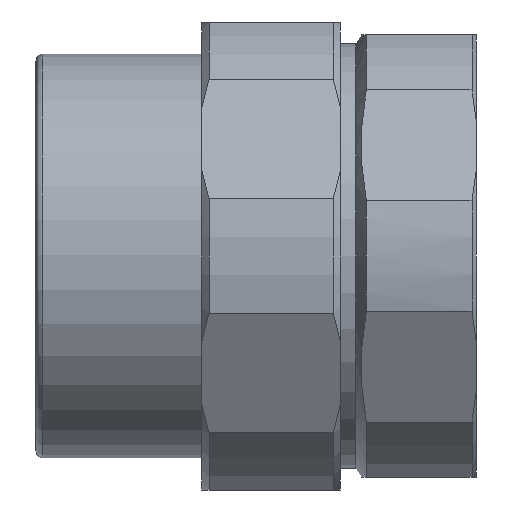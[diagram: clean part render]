
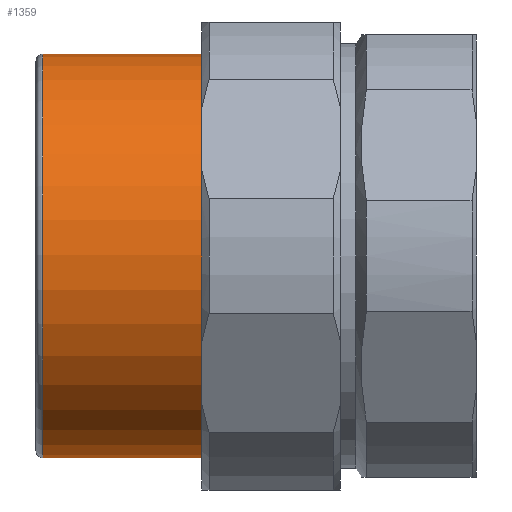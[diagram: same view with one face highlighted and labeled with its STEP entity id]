
A CAD part, left-side view. The second image highlights one B-rep face of the part: STEP entity #1359.
In plain terms, the highlighted cylindrical face has radius 22.606 mm (diameter 45.212 mm), a full revolution.
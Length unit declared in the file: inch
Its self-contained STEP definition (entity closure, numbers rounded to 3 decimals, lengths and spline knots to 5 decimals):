
#27=CYLINDRICAL_SURFACE('',#1505,0.89);
#126=CIRCLE('',#1503,0.89);
#127=CIRCLE('',#1504,0.89);
#128=CIRCLE('',#1506,0.89);
#129=CIRCLE('',#1507,0.89);
#130=CIRCLE('',#1508,0.89);
#210=FACE_OUTER_BOUND('',#284,.T.);
#284=EDGE_LOOP('',(#1047,#1048,#1049,#1050,#1051,#1052,#1053));
#352=LINE('',#2264,#415);
#415=VECTOR('',#1810,0.89);
#561=VERTEX_POINT('',#2252);
#562=VERTEX_POINT('',#2253);
#563=VERTEX_POINT('',#2258);
#564=VERTEX_POINT('',#2259);
#565=VERTEX_POINT('',#2261);
#733=EDGE_CURVE('',#561,#562,#126,.T.);
#734=EDGE_CURVE('',#562,#561,#127,.T.);
#736=EDGE_CURVE('',#563,#564,#128,.T.);
#737=EDGE_CURVE('',#565,#563,#129,.T.);
#738=EDGE_CURVE('',#564,#565,#130,.T.);
#739=EDGE_CURVE('',#564,#562,#352,.T.);
#1047=ORIENTED_EDGE('',*,*,#736,.F.);
#1048=ORIENTED_EDGE('',*,*,#737,.F.);
#1049=ORIENTED_EDGE('',*,*,#738,.F.);
#1050=ORIENTED_EDGE('',*,*,#739,.T.);
#1051=ORIENTED_EDGE('',*,*,#734,.T.);
#1052=ORIENTED_EDGE('',*,*,#733,.T.);
#1053=ORIENTED_EDGE('',*,*,#739,.F.);
#1359=ADVANCED_FACE('',(#210),#27,.T.);
#1503=AXIS2_PLACEMENT_3D('',#2254,#1797,#1798);
#1504=AXIS2_PLACEMENT_3D('',#2255,#1799,#1800);
#1505=AXIS2_PLACEMENT_3D('',#2257,#1802,#1803);
#1506=AXIS2_PLACEMENT_3D('',#2260,#1804,#1805);
#1507=AXIS2_PLACEMENT_3D('',#2262,#1806,#1807);
#1508=AXIS2_PLACEMENT_3D('',#2263,#1808,#1809);
#1797=DIRECTION('center_axis',(0.,1.,0.));
#1798=DIRECTION('ref_axis',(0.348,0.,0.938));
#1799=DIRECTION('center_axis',(0.,1.,0.));
#1800=DIRECTION('ref_axis',(0.348,0.,0.938));
#1802=DIRECTION('center_axis',(0.,1.,0.));
#1803=DIRECTION('ref_axis',(-0.348,0.,-0.938));
#1804=DIRECTION('center_axis',(0.,1.,0.));
#1805=DIRECTION('ref_axis',(0.348,0.,0.938));
#1806=DIRECTION('center_axis',(0.,1.,0.));
#1807=DIRECTION('ref_axis',(0.348,0.,0.938));
#1808=DIRECTION('center_axis',(0.,1.,0.));
#1809=DIRECTION('ref_axis',(0.348,0.,0.938));
#1810=DIRECTION('',(0.,-1.,0.));
#2252=CARTESIAN_POINT('',(-0.3096,0.54464,-0.83441));
#2253=CARTESIAN_POINT('',(0.3096,0.54464,0.83441));
#2254=CARTESIAN_POINT('Origin',(0.,0.54464,0.));
#2255=CARTESIAN_POINT('Origin',(0.,0.54464,0.));
#2257=CARTESIAN_POINT('Origin',(0.,0.92752,0.));
#2258=CARTESIAN_POINT('',(-0.3096,1.31039,-0.83441));
#2259=CARTESIAN_POINT('',(0.3096,1.31039,0.83441));
#2260=CARTESIAN_POINT('Origin',(0.,1.31039,0.));
#2261=CARTESIAN_POINT('',(0.83441,1.31039,-0.3096));
#2262=CARTESIAN_POINT('Origin',(0.,1.31039,0.));
#2263=CARTESIAN_POINT('Origin',(0.,1.31039,0.));
#2264=CARTESIAN_POINT('',(0.3096,0.92752,0.83441));
